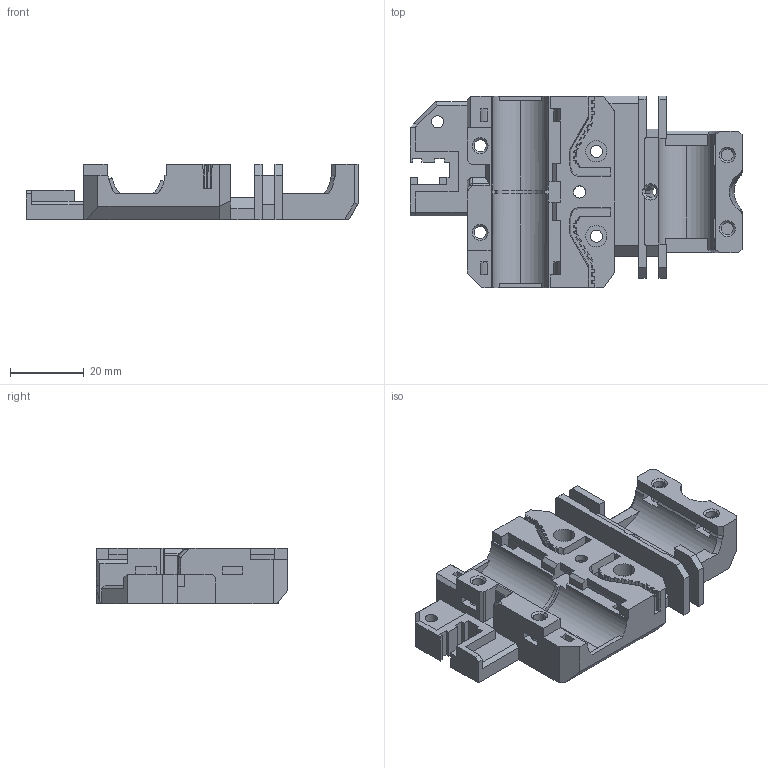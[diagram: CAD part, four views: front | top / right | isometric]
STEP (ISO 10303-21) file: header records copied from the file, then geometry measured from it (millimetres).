
FILE_DESCRIPTION (( 'STEP AP214' ), '1' );
FILE_NAME ('X-Carriage v2.6S (MK3).STEP', '2018-09-01T17:22:45', ( '' ), ( '' ), 'SwSTEP 2.0', 'SolidWorks 2018', '' );
FILE_SCHEMA (( 'AUTOMOTIVE_DESIGN' ));
Length unit declared in the file: millimetre
Products named in the file (1): X-Carriage v2.6S (MK3)
Bounding box: 90 x 51.95 x 15 mm (x, y, z)
Volume: 33061.2 mm3; surface area: 16880.3 mm2
Topology: 1 solids, 1 shells, 541 faces, 1516 edges, 975 vertices
Faces by surface type: plane 414, cylinder 86, cone 32, bspline 7, sphere 2
Entity records: 17570 total; most frequent: CARTESIAN_POINT 3575, ORIENTED_EDGE 3024, DIRECTION 2747, EDGE_CURVE 1512, VECTOR 1247, LINE 1247, VERTEX_POINT 973, AXIS2_PLACEMENT_3D 750
